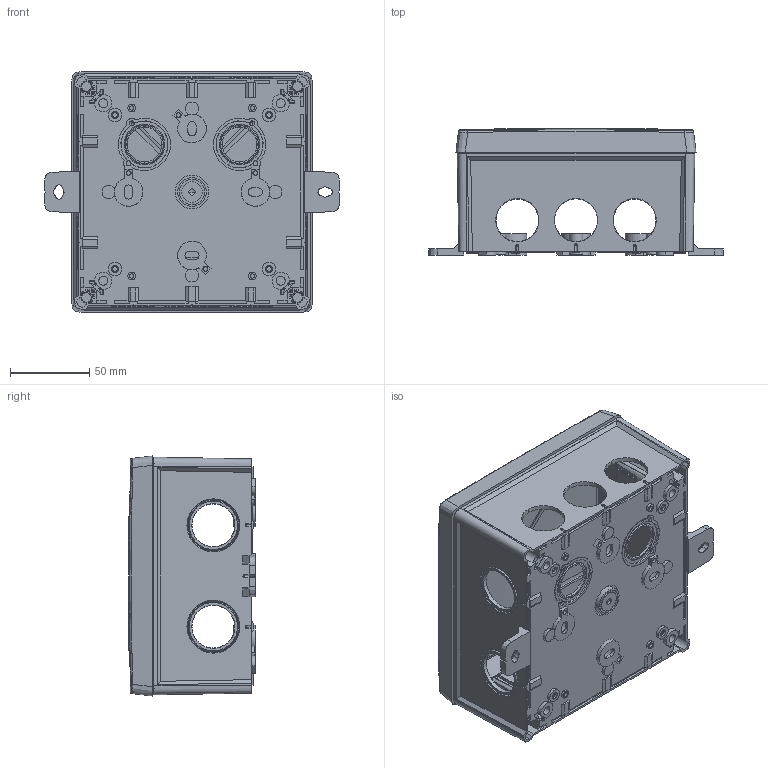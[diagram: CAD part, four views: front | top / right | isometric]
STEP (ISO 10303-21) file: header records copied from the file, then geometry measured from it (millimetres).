
FILE_DESCRIPTION((''),'2;1');
FILE_NAME('BG-ABOX-100-NEVID-STAND_CA_ASM','2024-03-21T08:07:02',('max'),('NET AG system integration'),'CREO PARAMETRIC BY PTC INC, 2021284','CREO PARAMETRIC BY PTC INC, 2021284','');
FILE_SCHEMA(('AUTOMOTIVE_DESIGN { 1 0 10303 214 1 1 1 1 }'));
Products named in the file (4): KASTEN-ABOX-100AB-STD_SW01_CA; DECKEL-ABOX-100-NEVID-STAND_CA; SCHRAUBE_D4X21_NEVID; BG-ABOX-100-NEVID-STAND_CA_ASM
Assembly tree (6 placements, depth 2):
  BG-ABOX-100-NEVID-STAND_CA_ASM
    KASTEN-ABOX-100AB-STD_SW01_CA
    DECKEL-ABOX-100-NEVID-STAND_CA
    SCHRAUBE_D4X21_NEVID  x4
Bounding box: 186 x 80 x 151.6 mm (x, y, z)
Volume: 230202.5 mm3; surface area: 229504.7 mm2
Topology: 6 solids, 6 shells, 2984 faces, 7963 edges, 5071 vertices
Faces by surface type: plane 1249, cylinder 720, bspline 554, cone 300, torus 123, sphere 25, extrusion 8, revolution 5
Entity records: 137794 total; most frequent: CARTESIAN_POINT 47810, ORIENTED_EDGE 14892, DIRECTION 12408, EDGE_CURVE 7446, VERTEX_POINT 4747, AXIS2_PLACEMENT_3D 4431, PRESENTATION_STYLE_ASSIGNMENT 4178, STYLED_ITEM 4178
